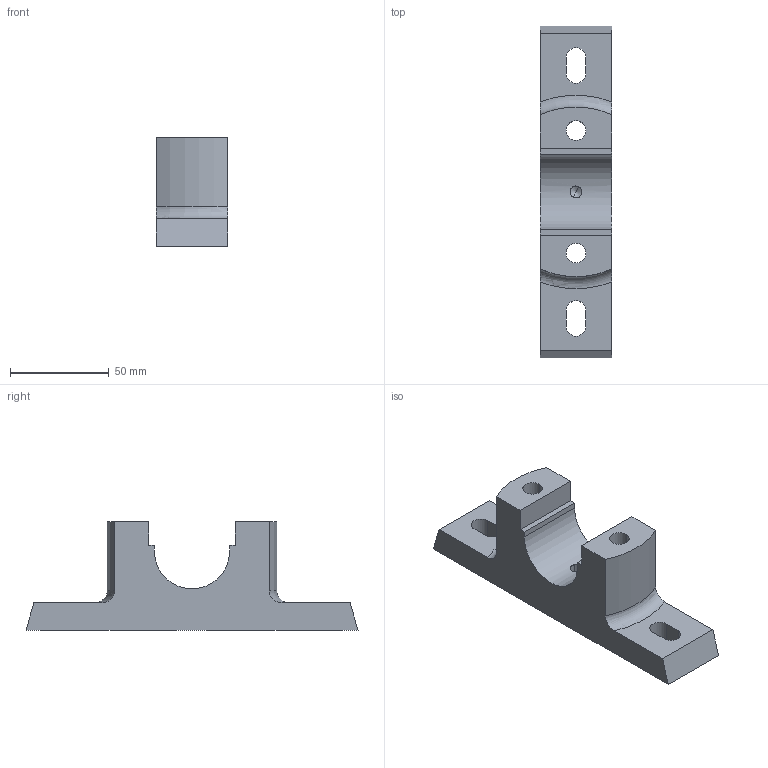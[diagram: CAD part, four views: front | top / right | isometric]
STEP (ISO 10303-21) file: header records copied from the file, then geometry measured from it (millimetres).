
FILE_DESCRIPTION(('CATIA V5 STEP Exchange'),'2;1');
FILE_NAME('Body.stp','2023-03-18T23:21:22+00:00',('none'),('none'),'CATIA Version 5 Release 21 GA (IN-10)','CATIA V5 STEP AP203','none');
FILE_SCHEMA(('CONFIG_CONTROL_DESIGN'));
Length unit declared in the file: millimetre
Products named in the file (1): Body
Bounding box: 36 x 168 x 55 mm (x, y, z)
Volume: 140569.2 mm3; surface area: 31207.1 mm2
Topology: 1 solids, 1 shells, 59 faces, 159 edges, 103 vertices
Faces by surface type: plane 38, cylinder 17, torus 2, cone 2
Entity records: 1795 total; most frequent: CARTESIAN_POINT 362, ORIENTED_EDGE 314, DIRECTION 227, EDGE_CURVE 157, VECTOR 119, LINE 119, VERTEX_POINT 103, AXIS2_PLACEMENT_3D 70
